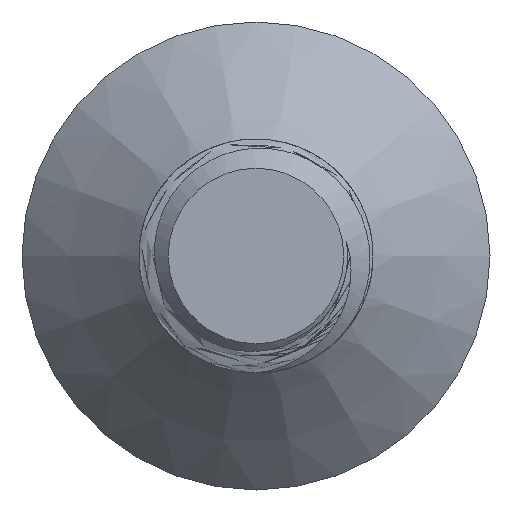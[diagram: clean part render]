
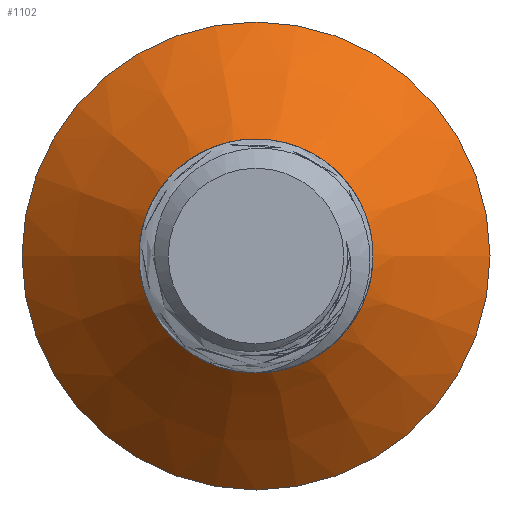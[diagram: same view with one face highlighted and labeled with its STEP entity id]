
A CAD part, left-side view. The second image highlights one B-rep face of the part: STEP entity #1102.
In plain terms, the highlighted conical face has half-angle 45 degrees and reference radius 3 mm.
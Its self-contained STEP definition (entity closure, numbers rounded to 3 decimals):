
#38=CONICAL_SURFACE('',#1184,3.,0.785);
#88=FACE_OUTER_BOUND('',#152,.T.);
#152=EDGE_LOOP('',(#844,#845,#846,#847,#848,#849,#850,#851));
#174=CIRCLE('',#1139,3.);
#177=CIRCLE('',#1185,6.);
#178=CIRCLE('',#1186,2.35);
#271=B_SPLINE_CURVE_WITH_KNOTS('',3,(#4559,#4560,#4561,#4562,#4563,#4564,
#4565,#4566,#4567,#4568,#4569,#4570,#4571,#4572,#4573,#4574,#4575,#4576,
#4577,#4578,#4579,#4580,#4581,#4582),.UNSPECIFIED.,.F.,.F.,(4,2,2,2,2,2,
2,2,2,2,2,4),(0.648,0.657,0.72,0.765,
0.799,0.824,0.843,0.856,
0.866,0.876,0.881,0.884),
 .UNSPECIFIED.);
#272=B_SPLINE_CURVE_WITH_KNOTS('',3,(#4584,#4585,#4586,#4587,#4588,#4589,
#4590,#4591,#4592,#4593,#4594,#4595,#4596,#4597),.UNSPECIFIED.,.F.,.F.,
(4,2,2,2,2,2,4),(0.,0.083,0.149,
0.217,0.252,0.306,0.356),
 .UNSPECIFIED.);
#273=B_SPLINE_CURVE_WITH_KNOTS('',3,(#4600,#4601,#4602,#4603,#4604,#4605,
#4606,#4607,#4608,#4609,#4610,#4611,#4612,#4613,#4614,#4615,#4616,#4617),
 .UNSPECIFIED.,.F.,.F.,(4,2,2,2,2,2,2,2,4),(0.,0.086,
0.177,0.269,0.319,0.419,0.506,
0.586,0.648),.UNSPECIFIED.);
#323=LINE('',#4558,#380);
#380=VECTOR('',#1356,3.);
#397=VERTEX_POINT('',#1433);
#398=VERTEX_POINT('',#1444);
#485=VERTEX_POINT('',#4555);
#486=VERTEX_POINT('',#4557);
#487=VERTEX_POINT('',#4583);
#488=VERTEX_POINT('',#4598);
#506=EDGE_CURVE('',#398,#397,#174,.T.);
#634=EDGE_CURVE('',#485,#485,#177,.T.);
#635=EDGE_CURVE('',#485,#486,#323,.T.);
#636=EDGE_CURVE('',#486,#398,#271,.T.);
#637=EDGE_CURVE('',#397,#487,#272,.T.);
#638=EDGE_CURVE('',#487,#488,#178,.T.);
#639=EDGE_CURVE('',#488,#486,#273,.T.);
#844=ORIENTED_EDGE('',*,*,#634,.F.);
#845=ORIENTED_EDGE('',*,*,#635,.T.);
#846=ORIENTED_EDGE('',*,*,#636,.T.);
#847=ORIENTED_EDGE('',*,*,#506,.T.);
#848=ORIENTED_EDGE('',*,*,#637,.T.);
#849=ORIENTED_EDGE('',*,*,#638,.T.);
#850=ORIENTED_EDGE('',*,*,#639,.T.);
#851=ORIENTED_EDGE('',*,*,#635,.F.);
#1102=ADVANCED_FACE('',(#88),#38,.T.);
#1139=AXIS2_PLACEMENT_3D('',#1445,#1221,#1222);
#1184=AXIS2_PLACEMENT_3D('',#4554,#1352,#1353);
#1185=AXIS2_PLACEMENT_3D('',#4556,#1354,#1355);
#1186=AXIS2_PLACEMENT_3D('',#4599,#1357,#1358);
#1221=DIRECTION('center_axis',(0.,0.,1.));
#1222=DIRECTION('ref_axis',(0.,-1.,0.));
#1352=DIRECTION('center_axis',(0.,0.,1.));
#1353=DIRECTION('ref_axis',(0.,-1.,0.));
#1354=DIRECTION('center_axis',(0.,0.,1.));
#1355=DIRECTION('ref_axis',(0.,-1.,0.));
#1356=DIRECTION('',(0.,-0.707,-0.707));
#1357=DIRECTION('center_axis',(0.,0.,1.));
#1358=DIRECTION('ref_axis',(1.,0.,0.));
#1433=CARTESIAN_POINT('',(2.851,-0.933,-3.3));
#1444=CARTESIAN_POINT('',(1.357,-2.676,-3.3));
#1445=CARTESIAN_POINT('Origin',(0.,0.,-3.3));
#4554=CARTESIAN_POINT('Origin',(0.,0.,-3.3));
#4555=CARTESIAN_POINT('',(0.,6.,-0.3));
#4556=CARTESIAN_POINT('Origin',(0.,0.,-0.3));
#4557=CARTESIAN_POINT('',(0.,2.635,-3.665));
#4558=CARTESIAN_POINT('',(0.,3.,-3.3));
#4559=CARTESIAN_POINT('Ctrl Pts',(0.,2.635,
-3.665));
#4560=CARTESIAN_POINT('Ctrl Pts',(-0.047,2.637,-3.663));
#4561=CARTESIAN_POINT('Ctrl Pts',(-0.095,2.638,
-3.661));
#4562=CARTESIAN_POINT('Ctrl Pts',(-0.481,2.631,-3.647));
#4563=CARTESIAN_POINT('Ctrl Pts',(-0.813,2.561,-3.634));
#4564=CARTESIAN_POINT('Ctrl Pts',(-1.35,2.338,-3.611));
#4565=CARTESIAN_POINT('Ctrl Pts',(-1.678,2.167,-3.598));
#4566=CARTESIAN_POINT('Ctrl Pts',(-2.243,1.596,-3.569));
#4567=CARTESIAN_POINT('Ctrl Pts',(-2.437,1.307,-3.556));
#4568=CARTESIAN_POINT('Ctrl Pts',(-2.672,0.759,-3.534));
#4569=CARTESIAN_POINT('Ctrl Pts',(-2.792,0.398,-3.52));
#4570=CARTESIAN_POINT('Ctrl Pts',(-2.799,-0.427,-3.491));
#4571=CARTESIAN_POINT('Ctrl Pts',(-2.735,-0.779,
-3.478));
#4572=CARTESIAN_POINT('Ctrl Pts',(-2.518,-1.346,-3.456));
#4573=CARTESIAN_POINT('Ctrl Pts',(-2.35,-1.699,-3.442));
#4574=CARTESIAN_POINT('Ctrl Pts',(-1.761,-2.315,-3.414));
#4575=CARTESIAN_POINT('Ctrl Pts',(-1.463,-2.529,-3.401));
#4576=CARTESIAN_POINT('Ctrl Pts',(-0.785,-2.845,
-3.374));
#4577=CARTESIAN_POINT('Ctrl Pts',(-0.407,-2.936,-3.361));
#4578=CARTESIAN_POINT('Ctrl Pts',(0.138,-2.958,-3.343));
#4579=CARTESIAN_POINT('Ctrl Pts',(0.389,-2.956,-3.335));
#4580=CARTESIAN_POINT('Ctrl Pts',(0.923,-2.847,-3.316));
#4581=CARTESIAN_POINT('Ctrl Pts',(1.145,-2.774,-3.308));
#4582=CARTESIAN_POINT('Ctrl Pts',(1.357,-2.676,-3.3));
#4583=CARTESIAN_POINT('',(-1.057,-2.099,-3.95));
#4584=CARTESIAN_POINT('Ctrl Pts',(2.851,-0.933,-3.3));
#4585=CARTESIAN_POINT('Ctrl Pts',(2.734,-1.18,-3.335));
#4586=CARTESIAN_POINT('Ctrl Pts',(2.582,-1.409,-3.371));
#4587=CARTESIAN_POINT('Ctrl Pts',(2.257,-1.779,-3.435));
#4588=CARTESIAN_POINT('Ctrl Pts',(2.05,-1.978,-3.47));
#4589=CARTESIAN_POINT('Ctrl Pts',(1.495,-2.325,-3.556));
#4590=CARTESIAN_POINT('Ctrl Pts',(1.185,-2.446,-3.602));
#4591=CARTESIAN_POINT('Ctrl Pts',(0.691,-2.539,-3.674));
#4592=CARTESIAN_POINT('Ctrl Pts',(0.517,-2.554,-3.699));
#4593=CARTESIAN_POINT('Ctrl Pts',(0.078,-2.55,-3.762));
#4594=CARTESIAN_POINT('Ctrl Pts',(-0.177,-2.51,
-3.797));
#4595=CARTESIAN_POINT('Ctrl Pts',(-0.65,-2.35,-3.873));
#4596=CARTESIAN_POINT('Ctrl Pts',(-0.864,-2.24,
-3.911));
#4597=CARTESIAN_POINT('Ctrl Pts',(-1.057,-2.099,-3.95));
#4598=CARTESIAN_POINT('',(0.737,-2.232,-3.95));
#4599=CARTESIAN_POINT('Origin',(0.,0.,-3.95));
#4600=CARTESIAN_POINT('Ctrl Pts',(0.737,-2.232,-3.95));
#4601=CARTESIAN_POINT('Ctrl Pts',(1.014,-2.154,-3.937));
#4602=CARTESIAN_POINT('Ctrl Pts',(1.274,-2.026,-3.924));
#4603=CARTESIAN_POINT('Ctrl Pts',(1.746,-1.674,-3.9));
#4604=CARTESIAN_POINT('Ctrl Pts',(1.952,-1.448,-3.888));
#4605=CARTESIAN_POINT('Ctrl Pts',(2.273,-0.932,-3.862));
#4606=CARTESIAN_POINT('Ctrl Pts',(2.385,-0.643,-3.849));
#4607=CARTESIAN_POINT('Ctrl Pts',(2.469,-0.18,-3.83));
#4608=CARTESIAN_POINT('Ctrl Pts',(2.482,-0.017,
-3.824));
#4609=CARTESIAN_POINT('Ctrl Pts',(2.472,0.475,-3.804));
#4610=CARTESIAN_POINT('Ctrl Pts',(2.401,0.801,-3.791));
#4611=CARTESIAN_POINT('Ctrl Pts',(2.154,1.366,-3.765));
#4612=CARTESIAN_POINT('Ctrl Pts',(1.979,1.646,-3.753));
#4613=CARTESIAN_POINT('Ctrl Pts',(1.47,2.141,-3.726));
#4614=CARTESIAN_POINT('Ctrl Pts',(1.181,2.328,-3.712));
#4615=CARTESIAN_POINT('Ctrl Pts',(0.618,2.552,-3.688));
#4616=CARTESIAN_POINT('Ctrl Pts',(0.327,2.624,-3.676));
#4617=CARTESIAN_POINT('Ctrl Pts',(0.,2.635,
-3.665));
